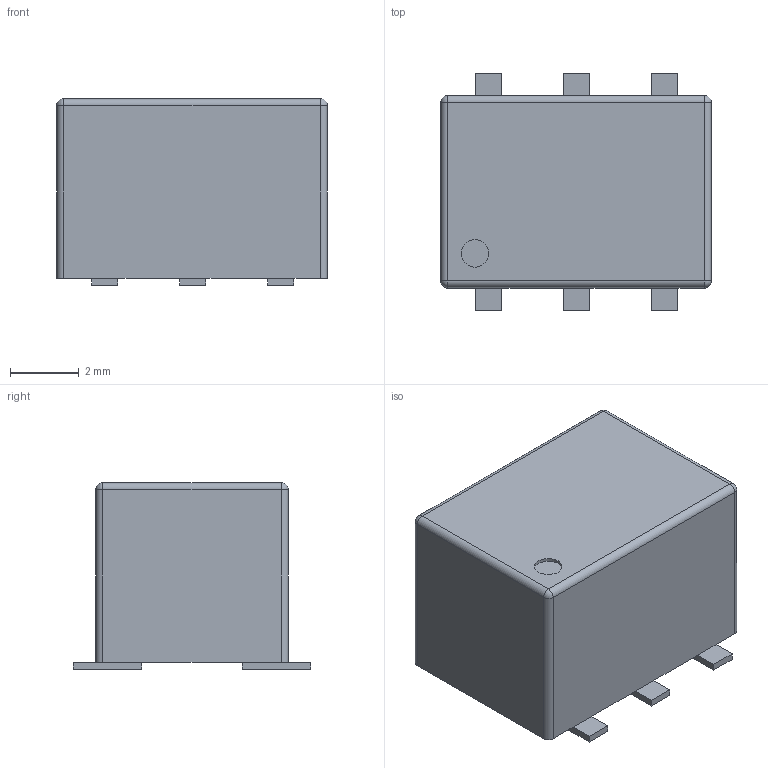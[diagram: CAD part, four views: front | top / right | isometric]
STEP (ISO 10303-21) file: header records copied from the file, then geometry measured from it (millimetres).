
FILE_DESCRIPTION(('FreeCAD Model'),'2;1');
FILE_NAME('Open CASCADE Shape Model','2023-10-07T11:26:42',(''),(''), 'Open CASCADE STEP processor 7.6','FreeCAD','Unknown');
FILE_SCHEMA(('AUTOMOTIVE_DESIGN { 1 0 10303 214 1 1 1 1 }'));
Length unit declared in the file: millimetre
Products named in the file (1): Fillet
Bounding box: 7.87 x 6.91 x 5.43 mm (x, y, z)
Volume: 231.5 mm3; surface area: 237.5 mm2
Topology: 1 solids, 1 shells, 56 faces, 139 edges, 82 vertices
Faces by surface type: plane 43, cylinder 9, sphere 4
Full cylindrical faces by diameter (mm): 0.8 x1
Entity records: 3494 total; most frequent: CARTESIAN_POINT 572, DIRECTION 519, LINE 365, VECTOR 365, ORIENTED_EDGE 270, PCURVE 270, DEFINITIONAL_REPRESENTATION 270, EDGE_CURVE 135
